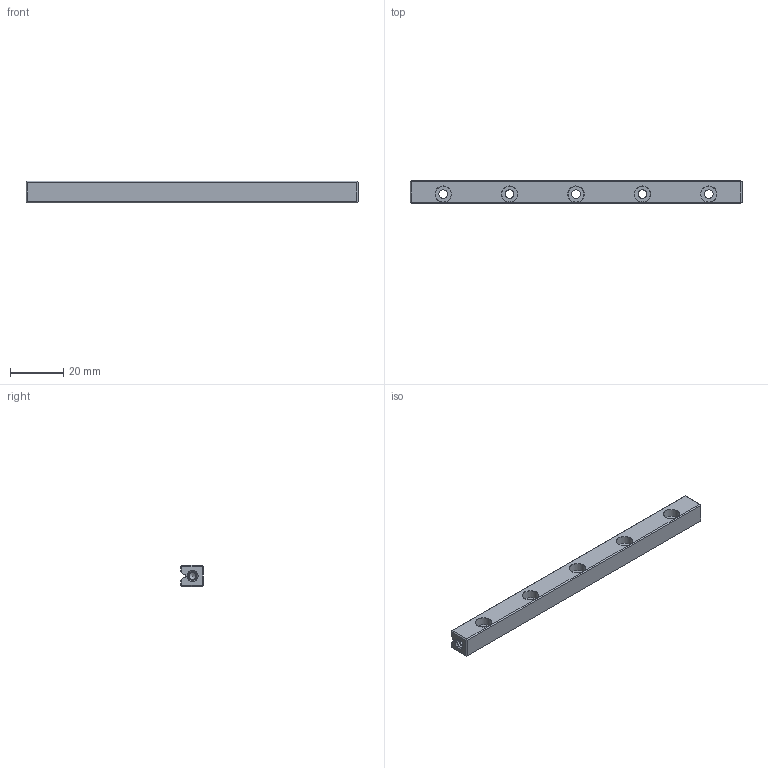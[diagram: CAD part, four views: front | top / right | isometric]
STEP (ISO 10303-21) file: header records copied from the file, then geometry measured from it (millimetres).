
FILE_DESCRIPTION(/* description */ (''),/* implementation_level */ '2;1');
FILE_NAME(/* name */ 'Rail RSDE-3125.stp',/* time_stamp */ '2018-11-12T18:41:56+01:00',/* author */ (''),/* organization */ (''),/* preprocessor_version */ 'ST-DEVELOPER v16.7',/* originating_system */ 'SIEMENS PLM Software NX 12.0',/* authorisation */ '');
FILE_SCHEMA (('AUTOMOTIVE_DESIGN { 1 0 10303 214 3 1 1 1 }'));
Length unit declared in the file: millimetre
Products named in the file (1): 004914_C_4-Rail RSDE-3125
Bounding box: 125 x 8.6 x 8 mm (x, y, z)
Volume: 7368.3 mm3; surface area: 4973.9 mm2
Topology: 1 solids, 1 shells, 61 faces, 170 edges, 111 vertices
Faces by surface type: plane 30, cone 16, cylinder 15
Full cylindrical faces by diameter (mm): 2.6 x2, 3.2 x2, 3.3 x5, 6 x5
Entity records: 1645 total; most frequent: DIRECTION 283, CARTESIAN_POINT 269, ORIENTED_EDGE 234, EDGE_CURVE 117, AXIS2_PLACEMENT_3D 104, EDGE_LOOP 101, VERTEX_POINT 90, FACE_BOUND 80
